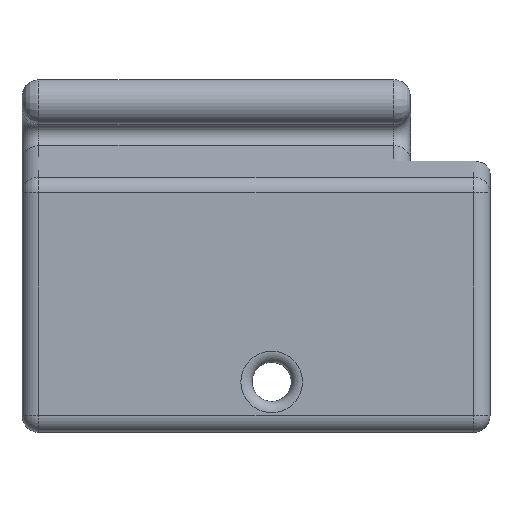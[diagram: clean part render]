
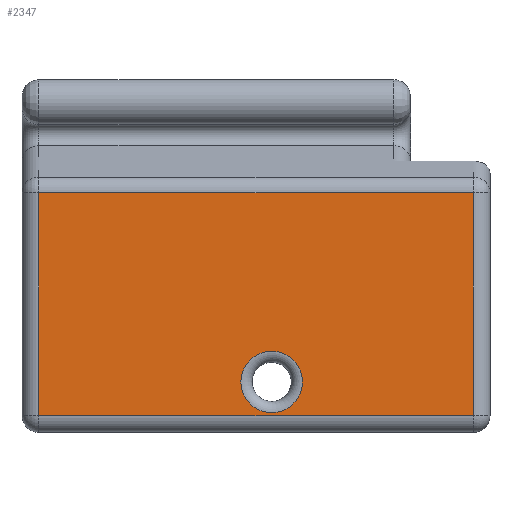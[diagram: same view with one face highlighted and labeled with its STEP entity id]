
A CAD part, left-side view. The second image highlights one B-rep face of the part: STEP entity #2347.
In plain terms, the highlighted planar face has unit normal (-1, 0, 0).
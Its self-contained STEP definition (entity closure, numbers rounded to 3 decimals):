
#1185 = VERTEX_POINT('',#1186);
#1186 = CARTESIAN_POINT('',(-6.5,-5.6,-8.09));
#1193 = EDGE_CURVE('',#1185,#1194,#1196,.T.);
#1194 = VERTEX_POINT('',#1195);
#1195 = CARTESIAN_POINT('',(-6.5,33.2,-8.09));
#1196 = LINE('',#1197,#1198);
#1197 = CARTESIAN_POINT('',(-6.5,-7.1,-8.09));
#1198 = VECTOR('',#1199,1.);
#1199 = DIRECTION('',(0.,1.,0.));
#1504 = VERTEX_POINT('',#1505);
#1505 = CARTESIAN_POINT('',(-6.5,33.2,-28.));
#1512 = EDGE_CURVE('',#1504,#1513,#1515,.T.);
#1513 = VERTEX_POINT('',#1514);
#1514 = CARTESIAN_POINT('',(-6.5,-5.6,-28.));
#1515 = LINE('',#1516,#1517);
#1516 = CARTESIAN_POINT('',(-6.5,34.7,-28.));
#1517 = VECTOR('',#1518,1.);
#1518 = DIRECTION('',(0.,-1.,0.));
#2347 = ADVANCED_FACE('',(#2348,#2359),#2375,.T.);
#2348 = FACE_BOUND('',#2349,.T.);
#2349 = EDGE_LOOP('',(#2350));
#2350 = ORIENTED_EDGE('',*,*,#2351,.F.);
#2351 = EDGE_CURVE('',#2352,#2352,#2354,.T.);
#2352 = VERTEX_POINT('',#2353);
#2353 = CARTESIAN_POINT('',(-6.5,12.4,-27.75));
#2354 = CIRCLE('',#2355,2.75);
#2355 = AXIS2_PLACEMENT_3D('',#2356,#2357,#2358);
#2356 = CARTESIAN_POINT('',(-6.5,12.4,-25.));
#2357 = DIRECTION('',(-1.,0.,-0.));
#2358 = DIRECTION('',(0.,0.,-1.));
#2359 = FACE_BOUND('',#2360,.T.);
#2360 = EDGE_LOOP('',(#2361,#2362,#2368,#2369));
#2361 = ORIENTED_EDGE('',*,*,#1512,.T.);
#2362 = ORIENTED_EDGE('',*,*,#2363,.F.);
#2363 = EDGE_CURVE('',#1185,#1513,#2364,.T.);
#2364 = LINE('',#2365,#2366);
#2365 = CARTESIAN_POINT('',(-6.5,-5.6,-7.134));
#2366 = VECTOR('',#2367,1.);
#2367 = DIRECTION('',(0.,0.,-1.));
#2368 = ORIENTED_EDGE('',*,*,#1193,.T.);
#2369 = ORIENTED_EDGE('',*,*,#2370,.F.);
#2370 = EDGE_CURVE('',#1504,#1194,#2371,.T.);
#2371 = LINE('',#2372,#2373);
#2372 = CARTESIAN_POINT('',(-6.5,33.2,-29.5));
#2373 = VECTOR('',#2374,1.);
#2374 = DIRECTION('',(0.,0.,1.));
#2375 = PLANE('',#2376);
#2376 = AXIS2_PLACEMENT_3D('',#2377,#2378,#2379);
#2377 = CARTESIAN_POINT('',(-6.5,13.8,-18.317));
#2378 = DIRECTION('',(-1.,0.,0.));
#2379 = DIRECTION('',(0.,1.,0.));
